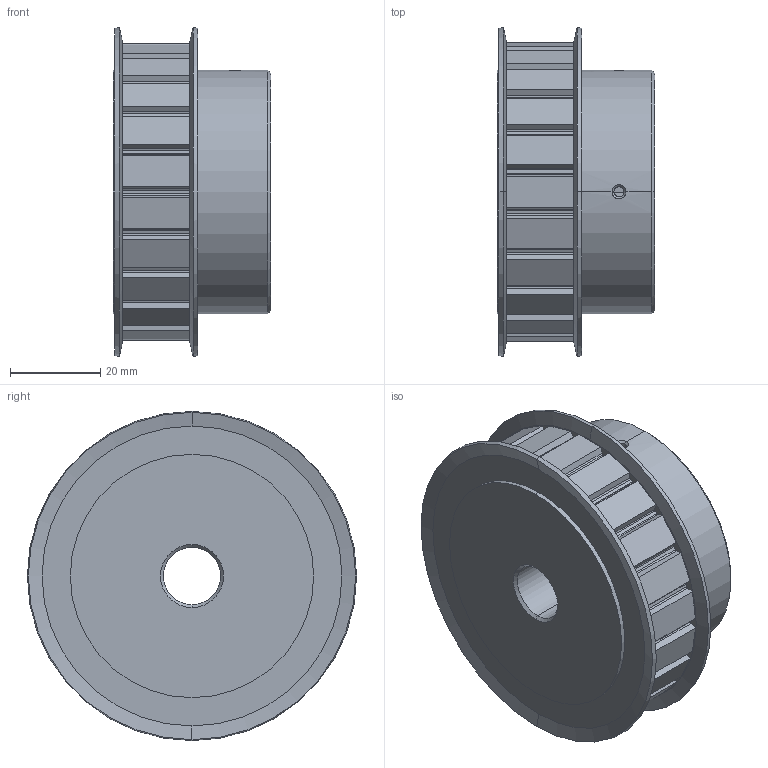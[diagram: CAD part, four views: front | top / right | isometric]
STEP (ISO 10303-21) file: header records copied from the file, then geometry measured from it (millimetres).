
FILE_DESCRIPTION (( 'STEP AP214' ), '1' );
FILE_NAME ('APB22L050BF-500.step', '2015-04-08T21:05:07', ( '' ), ( '' ), 'SwSTEP 2.0', 'SolidWorks 2014', '' );
FILE_SCHEMA (( 'AUTOMOTIVE_DESIGN' ));
Length unit declared in the file: inch
Products named in the file (1): APB22L050BF-500
Bounding box: 34.92 x 73.03 x 73.03 mm (x, y, z)
Volume: 95306.4 mm3; surface area: 18533 mm2
Topology: 1 solids, 1 shells, 178 faces, 503 edges, 329 vertices
Faces by surface type: cylinder 84, plane 72, cone 18, bspline 4
Entity records: 7766 total; most frequent: CARTESIAN_POINT 2978, DIRECTION 1016, ORIENTED_EDGE 1006, EDGE_CURVE 503, AXIS2_PLACEMENT_3D 357, VERTEX_POINT 329, VECTOR 302, LINE 302
